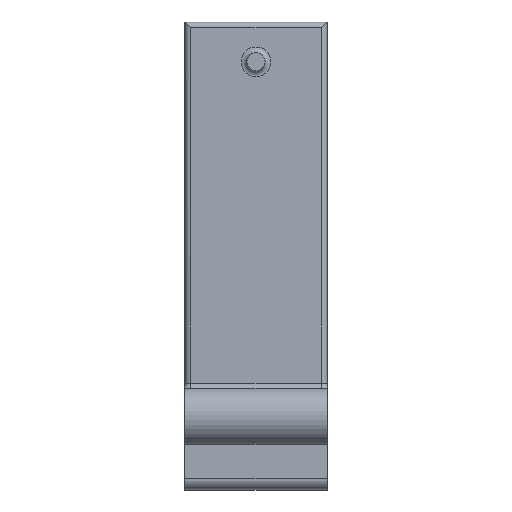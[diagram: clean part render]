
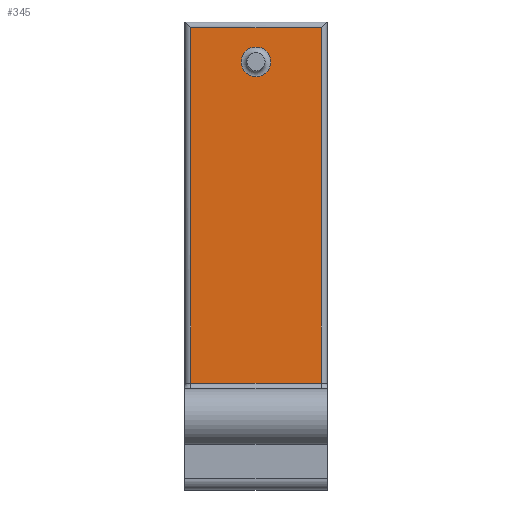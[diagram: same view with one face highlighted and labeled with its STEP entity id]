
A CAD part, top view. The second image highlights one B-rep face of the part: STEP entity #345.
In plain terms, the highlighted planar face has unit normal (0, 0, 1).
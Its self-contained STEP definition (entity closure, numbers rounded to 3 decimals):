
#30=FACE_BOUND('',#72,.T.);
#33=CIRCLE('',#390,2.6);
#50=FACE_OUTER_BOUND('',#71,.T.);
#71=EDGE_LOOP('',(#235,#236,#237,#238));
#72=EDGE_LOOP('',(#239));
#95=LINE('',#544,#124);
#96=LINE('',#546,#125);
#97=LINE('',#548,#126);
#98=LINE('',#549,#127);
#124=VECTOR('',#433,10.);
#125=VECTOR('',#434,10.);
#126=VECTOR('',#435,10.);
#127=VECTOR('',#436,10.);
#153=VERTEX_POINT('',#542);
#154=VERTEX_POINT('',#543);
#155=VERTEX_POINT('',#545);
#156=VERTEX_POINT('',#547);
#157=VERTEX_POINT('',#550);
#185=EDGE_CURVE('',#153,#154,#95,.T.);
#186=EDGE_CURVE('',#155,#153,#96,.T.);
#187=EDGE_CURVE('',#156,#155,#97,.T.);
#188=EDGE_CURVE('',#154,#156,#98,.T.);
#189=EDGE_CURVE('',#157,#157,#33,.T.);
#235=ORIENTED_EDGE('',*,*,#185,.F.);
#236=ORIENTED_EDGE('',*,*,#186,.F.);
#237=ORIENTED_EDGE('',*,*,#187,.F.);
#238=ORIENTED_EDGE('',*,*,#188,.F.);
#239=ORIENTED_EDGE('',*,*,#189,.F.);
#335=PLANE('',#389);
#345=ADVANCED_FACE('',(#50,#30),#335,.T.);
#389=AXIS2_PLACEMENT_3D('',#541,#431,#432);
#390=AXIS2_PLACEMENT_3D('',#551,#437,#438);
#431=DIRECTION('center_axis',(0.,0.,1.));
#432=DIRECTION('ref_axis',(1.,0.,0.));
#433=DIRECTION('',(-1.,0.,0.));
#434=DIRECTION('',(0.,-1.,0.));
#435=DIRECTION('',(1.,0.,0.));
#436=DIRECTION('',(0.,1.,0.));
#437=DIRECTION('center_axis',(0.,0.,1.));
#438=DIRECTION('ref_axis',(0.,1.,0.));
#541=CARTESIAN_POINT('Origin',(12.5,35.,4.));
#542=CARTESIAN_POINT('',(24.,11.,4.));
#543=CARTESIAN_POINT('',(1.,11.,4.));
#544=CARTESIAN_POINT('',(18.75,11.,4.));
#545=CARTESIAN_POINT('',(24.,73.5,4.));
#546=CARTESIAN_POINT('',(24.,17.5,4.));
#547=CARTESIAN_POINT('',(1.,73.5,4.));
#548=CARTESIAN_POINT('',(12.5,73.5,4.));
#549=CARTESIAN_POINT('',(1.,52.5,4.));
#550=CARTESIAN_POINT('',(9.9,67.5,4.));
#551=CARTESIAN_POINT('Origin',(12.5,67.5,4.));
